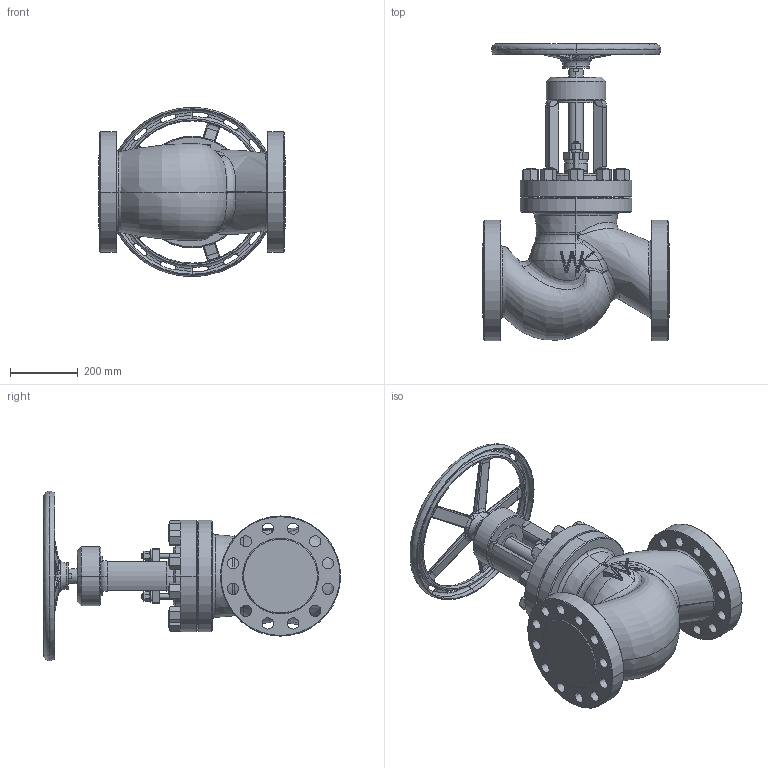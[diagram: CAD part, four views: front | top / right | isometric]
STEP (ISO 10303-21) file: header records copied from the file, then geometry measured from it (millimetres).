
FILE_DESCRIPTION (( 'STEP AP214' ), '1' );
FILE_NAME ('[150] 530 DN150 3-8517 katalog.STEP', '2015-02-24T13:45:16', ( '' ), ( '' ), 'SwSTEP 2.0', 'SolidWorks 2015', '' );
FILE_SCHEMA (( 'AUTOMOTIVE_DESIGN' ));
Length unit declared in the file: millimetre
Products named in the file (1): [150] 530 DN150 3-8517 katalog
Bounding box: 550 x 878 x 500 mm (x, y, z)
Volume: 49764347.6 mm3; surface area: 1854519.7 mm2
Topology: 1 solids, 1 shells, 999 faces, 2589 edges, 1570 vertices
Faces by surface type: cylinder 317, plane 248, cone 208, bspline 138, torus 67, sphere 21
Entity records: 54216 total; most frequent: CARTESIAN_POINT 23347, ORIENTED_EDGE 5128, DIRECTION 4603, EDGE_CURVE 2564, AXIS2_PLACEMENT_3D 1996, VERTEX_POINT 1570, CIRCLE 1134, EDGE_LOOP 1122
